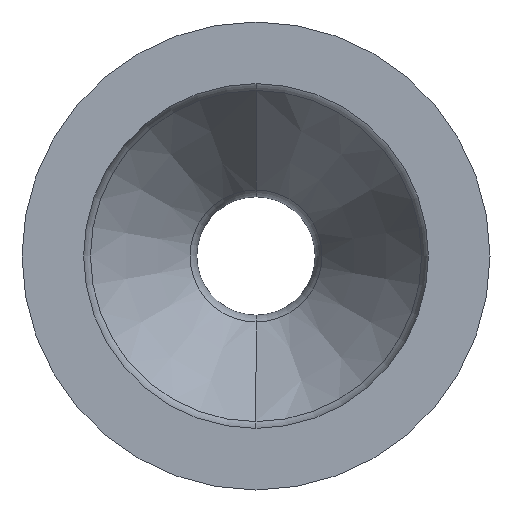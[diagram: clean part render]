
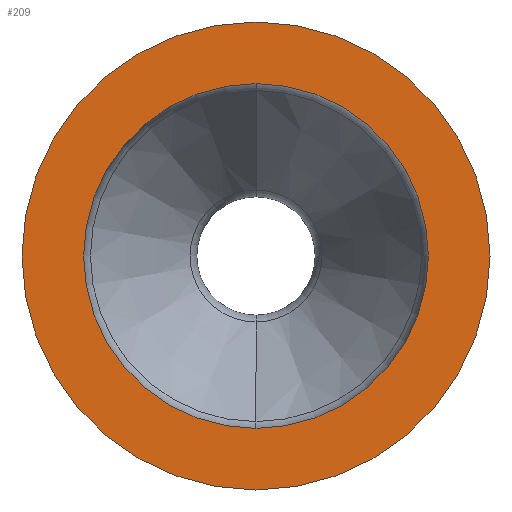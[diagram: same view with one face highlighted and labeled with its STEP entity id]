
A CAD part, left-side view. The second image highlights one B-rep face of the part: STEP entity #209.
In plain terms, the highlighted planar face has unit normal (-1, 0, 0).
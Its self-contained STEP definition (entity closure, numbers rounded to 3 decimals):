
#3 = CIRCLE ( 'NONE', #158, 47.5 ) ;
#28 = DIRECTION ( 'NONE',  ( -1., 0., 0. ) ) ;
#55 = ORIENTED_EDGE ( 'NONE', *, *, #968, .T. ) ;
#115 = FACE_OUTER_BOUND ( 'NONE', #438, .T. ) ;
#123 = PLANE ( 'NONE',  #547 ) ;
#124 = AXIS2_PLACEMENT_3D ( 'NONE', #839, #288, #930 ) ;
#149 = EDGE_CURVE ( 'NONE', #389, #909, #1135, .T. ) ;
#158 = AXIS2_PLACEMENT_3D ( 'NONE', #194, #838, #287 ) ;
#163 = AXIS2_PLACEMENT_3D ( 'NONE', #410, #1071, #504 ) ;
#180 = AXIS2_PLACEMENT_3D ( 'NONE', #570, #28, #661 ) ;
#184 = EDGE_CURVE ( 'NONE', #744, #244, #331, .T. ) ;
#194 = CARTESIAN_POINT ( 'NONE',  ( -63., 0., 0. ) ) ;
#209 = ADVANCED_FACE ( 'NONE', ( #1038, #115 ), #123, .F. ) ;
#211 = CARTESIAN_POINT ( 'NONE',  ( -63., 0., -47.5 ) ) ;
#244 = VERTEX_POINT ( 'NONE', #211 ) ;
#287 = DIRECTION ( 'NONE',  ( 0., 0., 1. ) ) ;
#288 = DIRECTION ( 'NONE',  ( -1., 0., 0. ) ) ;
#311 = CARTESIAN_POINT ( 'NONE',  ( -63., 0., 47.5 ) ) ;
#331 = CIRCLE ( 'NONE', #180, 47.5 ) ;
#389 = VERTEX_POINT ( 'NONE', #777 ) ;
#410 = CARTESIAN_POINT ( 'NONE',  ( -63., 0., 0. ) ) ;
#427 = EDGE_CURVE ( 'NONE', #909, #389, #586, .T. ) ;
#438 = EDGE_LOOP ( 'NONE', ( #561, #55 ) ) ;
#504 = DIRECTION ( 'NONE',  ( 0., 0., 1. ) ) ;
#547 = AXIS2_PLACEMENT_3D ( 'NONE', #939, #1149, #576 ) ;
#561 = ORIENTED_EDGE ( 'NONE', *, *, #184, .T. ) ;
#570 = CARTESIAN_POINT ( 'NONE',  ( -63., 0., 0. ) ) ;
#576 = DIRECTION ( 'NONE',  ( 0., 0., -1. ) ) ;
#586 = CIRCLE ( 'NONE', #163, 35. ) ;
#661 = DIRECTION ( 'NONE',  ( 0., 0., 1. ) ) ;
#690 = EDGE_LOOP ( 'NONE', ( #1137, #1164 ) ) ;
#744 = VERTEX_POINT ( 'NONE', #311 ) ;
#777 = CARTESIAN_POINT ( 'NONE',  ( -63., 0., 35. ) ) ;
#838 = DIRECTION ( 'NONE',  ( -1., 0., 0. ) ) ;
#839 = CARTESIAN_POINT ( 'NONE',  ( -63., 0., 0. ) ) ;
#909 = VERTEX_POINT ( 'NONE', #986 ) ;
#930 = DIRECTION ( 'NONE',  ( 0., 0., 1. ) ) ;
#939 = CARTESIAN_POINT ( 'NONE',  ( -63., 47.5, 0. ) ) ;
#968 = EDGE_CURVE ( 'NONE', #244, #744, #3, .T. ) ;
#986 = CARTESIAN_POINT ( 'NONE',  ( -63., 0., -35. ) ) ;
#1038 = FACE_BOUND ( 'NONE', #690, .T. ) ;
#1071 = DIRECTION ( 'NONE',  ( -1., 0., 0. ) ) ;
#1135 = CIRCLE ( 'NONE', #124, 35. ) ;
#1137 = ORIENTED_EDGE ( 'NONE', *, *, #149, .F. ) ;
#1149 = DIRECTION ( 'NONE',  ( 1., 0., 0. ) ) ;
#1164 = ORIENTED_EDGE ( 'NONE', *, *, #427, .F. ) ;
